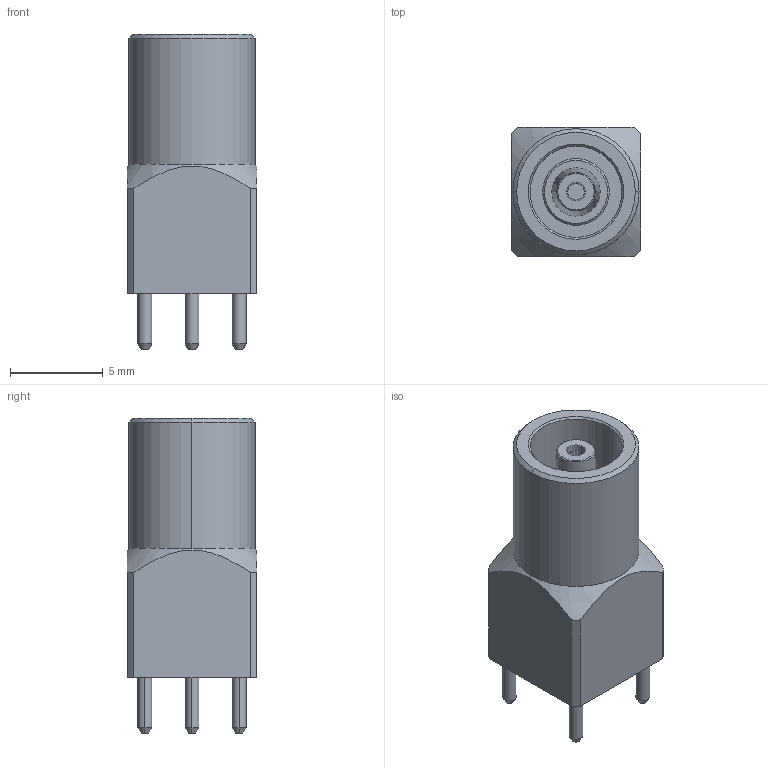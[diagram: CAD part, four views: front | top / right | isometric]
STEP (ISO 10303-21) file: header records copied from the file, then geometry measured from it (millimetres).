
FILE_DESCRIPTION (( 'STEP AP214' ), '1' );
FILE_NAME ('LEMO_EPA_00_250_NTN.STEP', '2019-02-28T09:50:43', ( '' ), ( '' ), 'SwSTEP 2.0', 'SolidWorks 2017', '' );
FILE_SCHEMA (( 'AUTOMOTIVE_DESIGN' ));
Length unit declared in the file: millimetre
Products named in the file (1): LEMO_EPA_00_250_NTN
Bounding box: 7 x 7 x 17 mm (x, y, z)
Volume: 461.2 mm3; surface area: 683.9 mm2
Topology: 1 solids, 1 shells, 68 faces, 142 edges, 88 vertices
Faces by surface type: cylinder 28, cone 22, plane 18
Entity records: 2311 total; most frequent: CARTESIAN_POINT 357, DIRECTION 352, ORIENTED_EDGE 284, AXIS2_PLACEMENT_3D 147, EDGE_CURVE 142, VERTEX_POINT 88, EDGE_LOOP 80, CIRCLE 78
